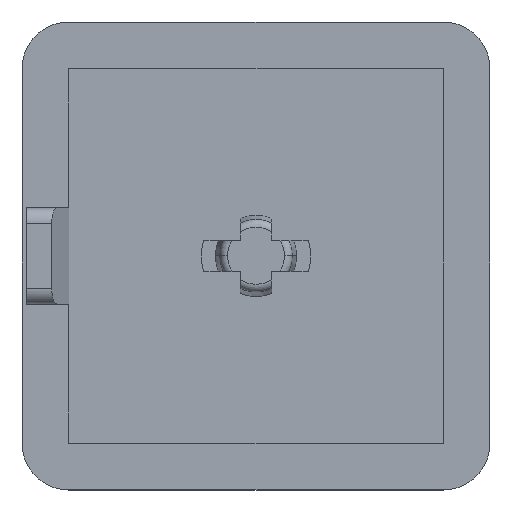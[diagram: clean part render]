
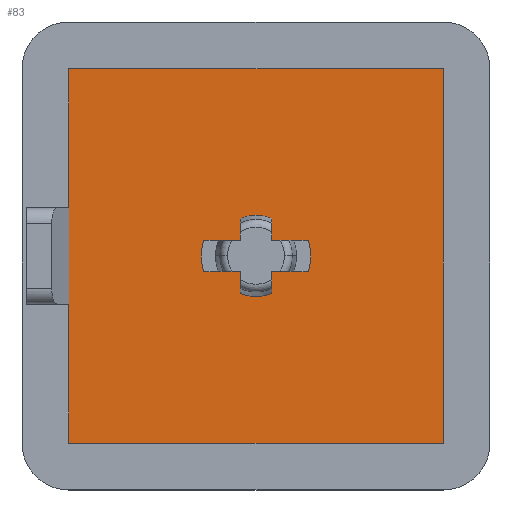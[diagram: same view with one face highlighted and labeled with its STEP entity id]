
A CAD part, top view. The second image highlights one B-rep face of the part: STEP entity #83.
In plain terms, the highlighted planar face has unit normal (0, 0, 1).
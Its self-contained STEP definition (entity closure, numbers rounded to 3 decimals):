
#83=ADVANCED_FACE('',(#155,#156),#157,.T.);
#155=FACE_OUTER_BOUND('',#283,.T.);
#156=FACE_BOUND('',#284,.T.);
#157=PLANE('',#285);
#283=EDGE_LOOP('',(#451,#452,#453,#454));
#284=EDGE_LOOP('',(#455,#456,#457,#458,#459,#460,#461,#462,#463,#464,#465,#466,#467,#468));
#285=AXIS2_PLACEMENT_3D('',#469,#470,#471);
#451=ORIENTED_EDGE('',*,*,#940,.T.);
#452=ORIENTED_EDGE('',*,*,#941,.T.);
#453=ORIENTED_EDGE('',*,*,#942,.T.);
#454=ORIENTED_EDGE('',*,*,#943,.T.);
#455=ORIENTED_EDGE('',*,*,#944,.F.);
#456=ORIENTED_EDGE('',*,*,#927,.F.);
#457=ORIENTED_EDGE('',*,*,#945,.F.);
#458=ORIENTED_EDGE('',*,*,#946,.F.);
#459=ORIENTED_EDGE('',*,*,#947,.F.);
#460=ORIENTED_EDGE('',*,*,#948,.F.);
#461=ORIENTED_EDGE('',*,*,#949,.F.);
#462=ORIENTED_EDGE('',*,*,#950,.F.);
#463=ORIENTED_EDGE('',*,*,#911,.F.);
#464=ORIENTED_EDGE('',*,*,#951,.F.);
#465=ORIENTED_EDGE('',*,*,#952,.F.);
#466=ORIENTED_EDGE('',*,*,#953,.F.);
#467=ORIENTED_EDGE('',*,*,#954,.F.);
#468=ORIENTED_EDGE('',*,*,#955,.F.);
#469=CARTESIAN_POINT('',(-12.0,12.0,2.0));
#470=DIRECTION('',(-0.0,0.0,1.0));
#471=DIRECTION('',(1.0,-0.0,0.0));
#911=EDGE_CURVE('',#1073,#1076,#1077,.T.);
#927=EDGE_CURVE('',#1105,#1107,#1108,.T.);
#940=EDGE_CURVE('',#1129,#1130,#1131,.T.);
#941=EDGE_CURVE('',#1130,#1132,#1133,.T.);
#942=EDGE_CURVE('',#1132,#1134,#1135,.T.);
#943=EDGE_CURVE('',#1134,#1129,#1136,.T.);
#944=EDGE_CURVE('',#1107,#1137,#1138,.T.);
#945=EDGE_CURVE('',#1139,#1105,#1140,.T.);
#946=EDGE_CURVE('',#1141,#1139,#1142,.T.);
#947=EDGE_CURVE('',#1143,#1141,#1144,.T.);
#948=EDGE_CURVE('',#1145,#1143,#1146,.T.);
#949=EDGE_CURVE('',#1147,#1145,#1148,.T.);
#950=EDGE_CURVE('',#1076,#1147,#1149,.T.);
#951=EDGE_CURVE('',#1150,#1073,#1151,.T.);
#952=EDGE_CURVE('',#1152,#1150,#1153,.T.);
#953=EDGE_CURVE('',#1154,#1152,#1155,.T.);
#954=EDGE_CURVE('',#1156,#1154,#1157,.T.);
#955=EDGE_CURVE('',#1137,#1156,#1158,.T.);
#1073=VERTEX_POINT('',#1340);
#1076=VERTEX_POINT('',#1344);
#1077=CIRCLE('',#1345,3.5);
#1105=VERTEX_POINT('',#1385);
#1107=VERTEX_POINT('',#1388);
#1108=CIRCLE('',#1389,3.5);
#1129=VERTEX_POINT('',#1422);
#1130=VERTEX_POINT('',#1423);
#1131=LINE('',#1424,#1425);
#1132=VERTEX_POINT('',#1426);
#1133=LINE('',#1427,#1428);
#1134=VERTEX_POINT('',#1429);
#1135=LINE('',#1430,#1431);
#1136=LINE('',#1432,#1433);
#1137=VERTEX_POINT('',#1434);
#1138=LINE('',#1435,#1436);
#1139=VERTEX_POINT('',#1437);
#1140=CIRCLE('',#1438,3.5);
#1141=VERTEX_POINT('',#1439);
#1142=LINE('',#1440,#1441);
#1143=VERTEX_POINT('',#1442);
#1144=LINE('',#1443,#1444);
#1145=VERTEX_POINT('',#1445);
#1146=CIRCLE('',#1446,2.6);
#1147=VERTEX_POINT('',#1447);
#1148=LINE('',#1448,#1449);
#1149=LINE('',#1450,#1451);
#1150=VERTEX_POINT('',#1452);
#1151=CIRCLE('',#1453,3.5);
#1152=VERTEX_POINT('',#1454);
#1153=LINE('',#1455,#1456);
#1154=VERTEX_POINT('',#1457);
#1155=LINE('',#1458,#1459);
#1156=VERTEX_POINT('',#1460);
#1157=CIRCLE('',#1461,2.6);
#1158=LINE('',#1462,#1463);
#1340=CARTESIAN_POINT('',(3.5,0.,2.0));
#1344=CARTESIAN_POINT('',(3.354,1.0,2.0));
#1345=AXIS2_PLACEMENT_3D('',#1789,#1790,#1791);
#1385=CARTESIAN_POINT('',(-3.5,0.0,2.0));
#1388=CARTESIAN_POINT('',(-3.354,-1.0,2.0));
#1389=AXIS2_PLACEMENT_3D('',#1821,#1822,#1823);
#1422=CARTESIAN_POINT('',(-12.0,12.0,2.0));
#1423=CARTESIAN_POINT('',(-12.0,-12.0,2.0));
#1424=CARTESIAN_POINT('',(-12.0,12.0,2.0));
#1425=VECTOR('',#1846,1000.0);
#1426=CARTESIAN_POINT('',(12.0,-12.0,2.0));
#1427=CARTESIAN_POINT('',(-12.0,-12.0,2.0));
#1428=VECTOR('',#1847,1000.0);
#1429=CARTESIAN_POINT('',(12.0,12.0,2.0));
#1430=CARTESIAN_POINT('',(12.0,12.0,2.0));
#1431=VECTOR('',#1848,1000.0);
#1432=CARTESIAN_POINT('',(-12.0,12.0,2.0));
#1433=VECTOR('',#1849,1000.0);
#1434=CARTESIAN_POINT('',(-1.,-1.,2.0));
#1435=CARTESIAN_POINT('',(-2.4,-1.0,2.0));
#1436=VECTOR('',#1850,1000.0);
#1437=CARTESIAN_POINT('',(-3.354,1.0,2.0));
#1438=AXIS2_PLACEMENT_3D('',#1851,#1852,#1853);
#1439=CARTESIAN_POINT('',(-1.,1.0,2.0));
#1440=CARTESIAN_POINT('',(-2.4,1.0,2.0));
#1441=VECTOR('',#1854,1000.0);
#1442=CARTESIAN_POINT('',(-1.,2.4,2.0));
#1443=CARTESIAN_POINT('',(-1.,2.4,2.0));
#1444=VECTOR('',#1855,1000.0);
#1445=CARTESIAN_POINT('',(1.0,2.4,2.0));
#1446=AXIS2_PLACEMENT_3D('',#1856,#1857,#1858);
#1447=CARTESIAN_POINT('',(1.0,1.0,2.0));
#1448=CARTESIAN_POINT('',(1.0,2.4,2.0));
#1449=VECTOR('',#1859,1000.0);
#1450=CARTESIAN_POINT('',(1.0,1.0,2.0));
#1451=VECTOR('',#1860,1000.0);
#1452=CARTESIAN_POINT('',(3.354,-1.0,2.0));
#1453=AXIS2_PLACEMENT_3D('',#1861,#1862,#1863);
#1454=CARTESIAN_POINT('',(1.0,-1.0,2.0));
#1455=CARTESIAN_POINT('',(1.0,-1.0,2.0));
#1456=VECTOR('',#1864,1000.0);
#1457=CARTESIAN_POINT('',(1.0,-2.4,2.0));
#1458=CARTESIAN_POINT('',(1.0,-1.0,2.0));
#1459=VECTOR('',#1865,1000.0);
#1460=CARTESIAN_POINT('',(-1.,-2.4,2.0));
#1461=AXIS2_PLACEMENT_3D('',#1866,#1867,#1868);
#1462=CARTESIAN_POINT('',(-1.,-1.,2.0));
#1463=VECTOR('',#1869,1000.0);
#1789=CARTESIAN_POINT('',(0.0,0.0,2.0));
#1790=DIRECTION('',(0.0,0.0,1.0));
#1791=DIRECTION('',(1.0,0.0,0.0));
#1821=CARTESIAN_POINT('',(0.0,0.0,2.0));
#1822=DIRECTION('',(0.0,0.0,1.0));
#1823=DIRECTION('',(1.0,0.0,0.0));
#1846=DIRECTION('',(0.,-1.0,0.0));
#1847=DIRECTION('',(1.0,0.,0.0));
#1848=DIRECTION('',(0.,1.0,-0.0));
#1849=DIRECTION('',(-1.0,-0.0,-0.0));
#1850=DIRECTION('',(1.0,0.,0.0));
#1851=CARTESIAN_POINT('',(0.0,0.0,2.0));
#1852=DIRECTION('',(0.0,0.0,1.0));
#1853=DIRECTION('',(1.0,0.0,0.0));
#1854=DIRECTION('',(-1.0,-0.0,-0.0));
#1855=DIRECTION('',(0.0,-1.0,0.0));
#1856=CARTESIAN_POINT('',(0.0,0.0,2.0));
#1857=DIRECTION('',(0.0,0.0,1.0));
#1858=DIRECTION('',(1.0,0.0,0.0));
#1859=DIRECTION('',(0.,1.0,-0.0));
#1860=DIRECTION('',(-1.0,-0.0,-0.0));
#1861=CARTESIAN_POINT('',(0.0,0.0,2.0));
#1862=DIRECTION('',(0.0,0.0,1.0));
#1863=DIRECTION('',(1.0,0.0,0.0));
#1864=DIRECTION('',(1.0,0.,0.0));
#1865=DIRECTION('',(0.,1.0,-0.0));
#1866=CARTESIAN_POINT('',(0.0,0.0,2.0));
#1867=DIRECTION('',(0.0,0.0,1.0));
#1868=DIRECTION('',(1.0,0.0,0.0));
#1869=DIRECTION('',(0.0,-1.0,0.0));
